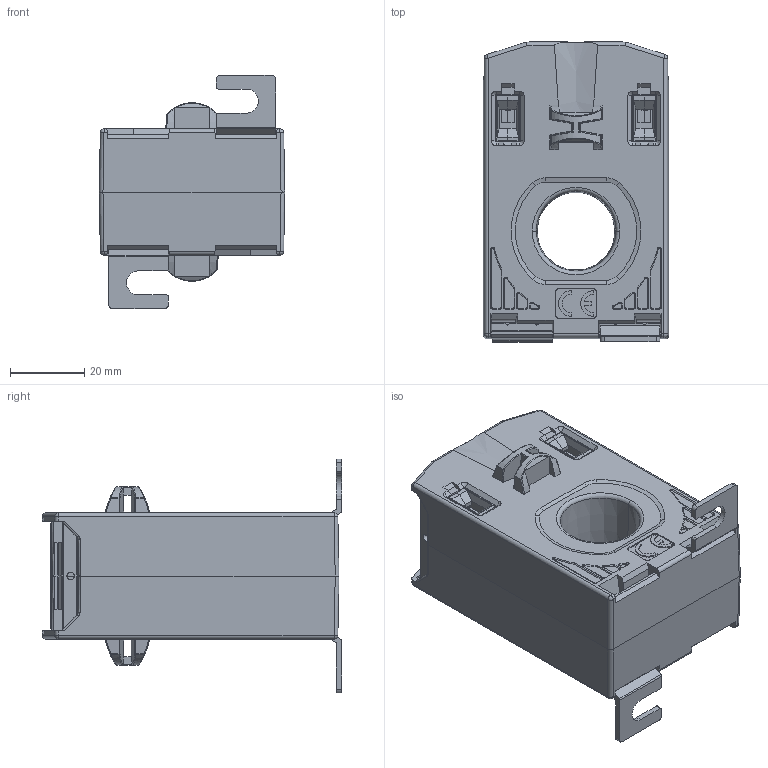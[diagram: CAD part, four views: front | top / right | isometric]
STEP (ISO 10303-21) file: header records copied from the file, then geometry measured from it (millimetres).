
FILE_DESCRIPTION((''),'2;1');
FILE_NAME('DIMENSIONES_TD4','2019-11-19T',('esors'),(''),'CREO PARAMETRIC BY PTC INC, 2015290','CREO PARAMETRIC BY PTC INC, 2015290','');
FILE_SCHEMA(('AUTOMOTIVE_DESIGN { 1 0 10303 214 1 1 1 1 }'));
Products named in the file (1): DIMENSIONES_TD4
Bounding box: 50 x 80.8 x 63 mm (x, y, z)
Volume: 46958.4 mm3; surface area: 53441.8 mm2
Topology: 8 solids, 9 shells, 4895 faces, 13383 edges, 8613 vertices
Faces by surface type: plane 3826, cylinder 551, cone 214, torus 104, extrusion 100, bspline 66, sphere 34
Entity records: 161217 total; most frequent: CARTESIAN_POINT 36970, ORIENTED_EDGE 26766, DIRECTION 23019, EDGE_CURVE 13383, VECTOR 11363, LINE 11263, VERTEX_POINT 8613, AXIS2_PLACEMENT_3D 5828
